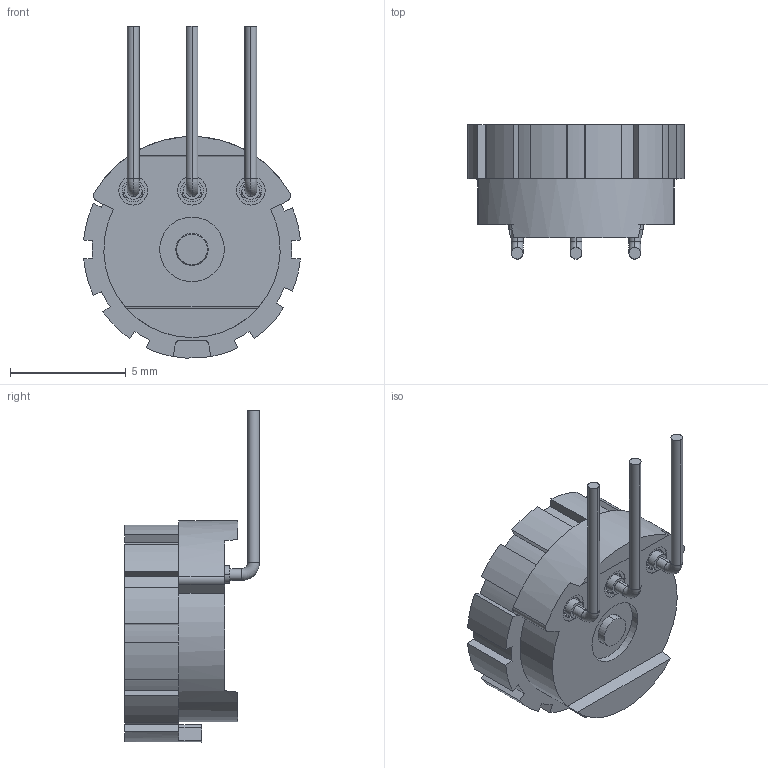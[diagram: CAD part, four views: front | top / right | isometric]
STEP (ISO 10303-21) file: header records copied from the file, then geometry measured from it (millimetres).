
FILE_DESCRIPTION((''),'2;1');
FILE_NAME('91-33_W_SW0002','2013-05-29T',('BMozley'),(''),'PRO/ENGINEER BY PARAMETRIC TECHNOLOGY CORPORATION, 2013050','PRO/ENGINEER BY PARAMETRIC TECHNOLOGY CORPORATION, 2013050','');
FILE_SCHEMA(('CONFIG_CONTROL_DESIGN'));
Length unit declared in the file: inch
Products named in the file (1): 91-33_W_SW0002
Bounding box: 9.36 x 5.82 x 14.34 mm (x, y, z)
Volume: 253.5 mm3; surface area: 502.4 mm2
Topology: 1 solids, 1 shells, 681 faces, 1905 edges, 1252 vertices
Faces by surface type: plane 574, cylinder 93, torus 8, cone 6
Entity records: 21753 total; most frequent: CARTESIAN_POINT 3882, ORIENTED_EDGE 3810, DIRECTION 3557, EDGE_CURVE 1905, VECTOR 1591, LINE 1591, VERTEX_POINT 1252, AXIS2_PLACEMENT_3D 983
